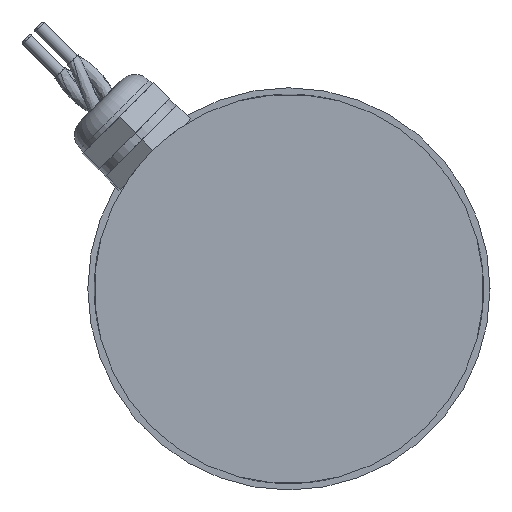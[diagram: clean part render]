
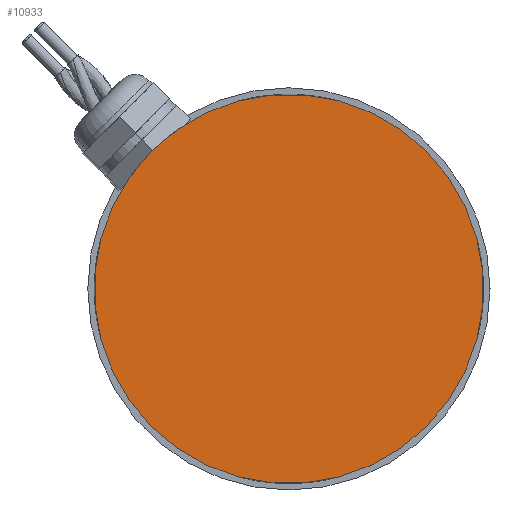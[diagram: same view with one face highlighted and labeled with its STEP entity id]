
A CAD part, left-side view. The second image highlights one B-rep face of the part: STEP entity #10933.
In plain terms, the highlighted planar face has unit normal (-1, 0, 0).
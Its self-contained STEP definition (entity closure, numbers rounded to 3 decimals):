
#987 = DIRECTION ( 'NONE',  ( 0., 0.707, 0.707 ) ) ;
#2172 = AXIS2_PLACEMENT_3D ( 'NONE', #11239, #5557, #9616 ) ;
#2862 = DIRECTION ( 'NONE',  ( 0., 0.707, 0.707 ) ) ;
#5557 = DIRECTION ( 'NONE',  ( 1., 0., 0. ) ) ;
#6411 = ORIENTED_EDGE ( 'NONE', *, *, #6495, .F. ) ;
#6495 = EDGE_CURVE ( 'NONE', #18620, #23748, #23520, .T. ) ;
#6621 = DIRECTION ( 'NONE',  ( 1., 0., 0. ) ) ;
#7739 = PLANE ( 'NONE',  #2172 ) ;
#9616 = DIRECTION ( 'NONE',  ( 0., 0.707, 0.707 ) ) ;
#10933 = ADVANCED_FACE ( 'NONE', ( #15392 ), #7739, .F. ) ;
#11225 = AXIS2_PLACEMENT_3D ( 'NONE', #19815, #6621, #2862 ) ;
#11239 = CARTESIAN_POINT ( 'NONE',  ( -196.72, 0., 0. ) ) ;
#13366 = CARTESIAN_POINT ( 'NONE',  ( -196.72, 35.921, 35.921 ) ) ;
#14797 = EDGE_LOOP ( 'NONE', ( #6411, #20971 ) ) ;
#15392 = FACE_OUTER_BOUND ( 'NONE', #14797, .T. ) ;
#16183 = CIRCLE ( 'NONE', #11225, 50.8 ) ;
#17067 = CARTESIAN_POINT ( 'NONE',  ( -196.72, -35.921, -35.921 ) ) ;
#17611 = CARTESIAN_POINT ( 'NONE',  ( -196.72, 0., 0. ) ) ;
#17861 = DIRECTION ( 'NONE',  ( 1., 0., 0. ) ) ;
#18620 = VERTEX_POINT ( 'NONE', #17067 ) ;
#19777 = EDGE_CURVE ( 'NONE', #23748, #18620, #16183, .T. ) ;
#19815 = CARTESIAN_POINT ( 'NONE',  ( -196.72, 0., 0. ) ) ;
#20971 = ORIENTED_EDGE ( 'NONE', *, *, #19777, .F. ) ;
#21149 = AXIS2_PLACEMENT_3D ( 'NONE', #17611, #17861, #987 ) ;
#23520 = CIRCLE ( 'NONE', #21149, 50.8 ) ;
#23748 = VERTEX_POINT ( 'NONE', #13366 ) ;
